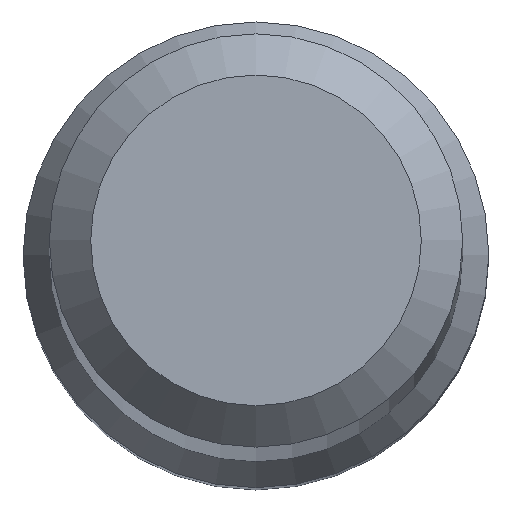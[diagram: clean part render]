
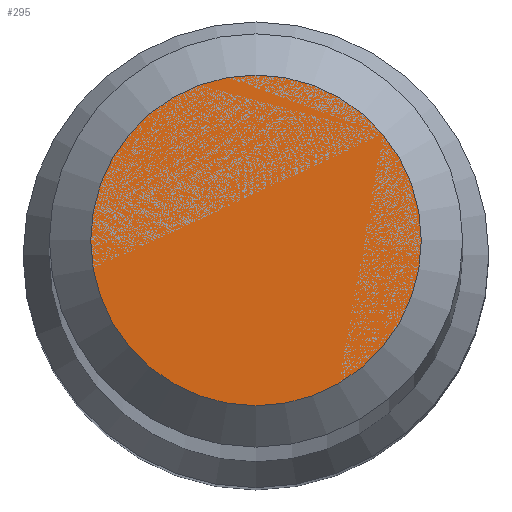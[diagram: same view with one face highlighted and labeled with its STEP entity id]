
A CAD part, top view. The second image highlights one B-rep face of the part: STEP entity #295.
In plain terms, the highlighted planar face has unit normal (0, 0, 1).
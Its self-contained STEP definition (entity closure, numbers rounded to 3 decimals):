
#16 = EDGE_LOOP ( 'NONE', ( #198 ) ) ;
#31 = DIRECTION ( 'NONE',  ( 0., 1., 0. ) ) ;
#61 = VERTEX_POINT ( 'NONE', #222 ) ;
#86 = DIRECTION ( 'NONE',  ( 0., 1., 0. ) ) ;
#108 = CIRCLE ( 'NONE', #285, 1.2 ) ;
#110 = AXIS2_PLACEMENT_3D ( 'NONE', #180, #138, #86 ) ;
#134 = CARTESIAN_POINT ( 'NONE',  ( 0., 0., 70. ) ) ;
#138 = DIRECTION ( 'NONE',  ( 0., 0., -1. ) ) ;
#155 = FACE_OUTER_BOUND ( 'NONE', #16, .T. ) ;
#180 = CARTESIAN_POINT ( 'NONE',  ( 0., 0., 70. ) ) ;
#198 = ORIENTED_EDGE ( 'NONE', *, *, #300, .F. ) ;
#222 = CARTESIAN_POINT ( 'NONE',  ( 0., 1.2, 70. ) ) ;
#244 = DIRECTION ( 'NONE',  ( 0., 0., -1. ) ) ;
#268 = PLANE ( 'NONE',  #110 ) ;
#285 = AXIS2_PLACEMENT_3D ( 'NONE', #134, #244, #31 ) ;
#295 = ADVANCED_FACE ( 'NONE', ( #155 ), #268, .F. ) ;
#300 = EDGE_CURVE ( 'NONE', #61, #61, #108, .T. ) ;
